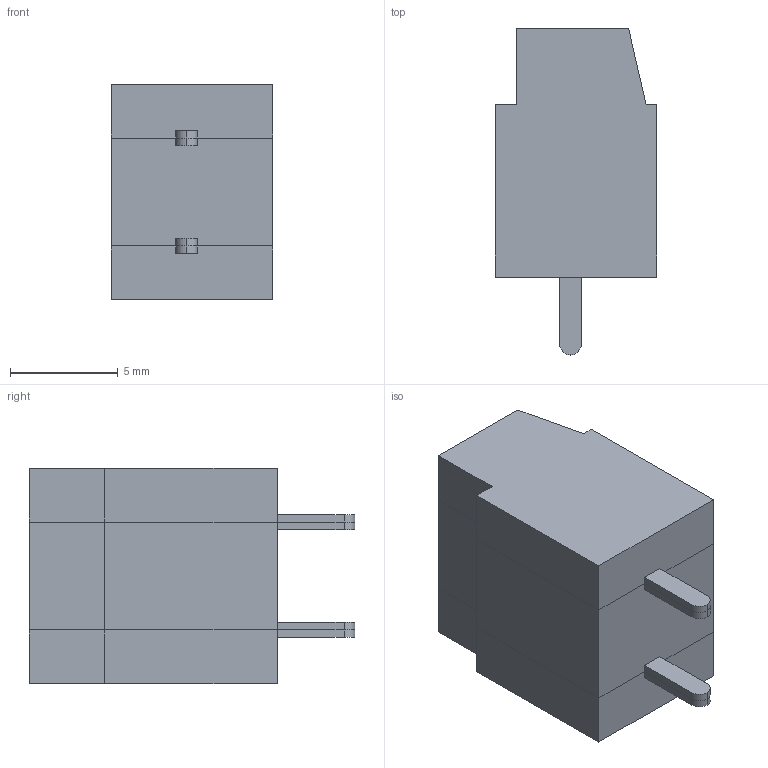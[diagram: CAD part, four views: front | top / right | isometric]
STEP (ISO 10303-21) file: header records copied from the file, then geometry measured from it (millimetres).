
FILE_DESCRIPTION(('STEP AP242'),'1');
FILE_NAME('691137710002.stp','2019-12-23T08:27:32',('TraceParts'),('TraceParts S.A.'),'Spatial InterOp 3D',' ',' ');
FILE_SCHEMA(('AP242_MANAGED_MODEL_BASED_3D_ENGINEERING_MIM_LF {1 0 10303 442 1 1 4}'));
Length unit declared in the file: millimetre
Products named in the file (1): 691137710002_1
Bounding box: 7.5 x 15.1 x 10 mm (x, y, z)
Volume: 565.6 mm3; surface area: 1449.3 mm2
Topology: 3 solids, 3 shells, 248 faces, 762 edges, 500 vertices
Faces by surface type: plane 182, cylinder 66
Entity records: 10714 total; most frequent: CARTESIAN_POINT 1729, ORIENTED_EDGE 1524, DIRECTION 1408, EDGE_CURVE 762, LINE 610, VECTOR 610, VERTEX_POINT 500, AXIS2_PLACEMENT_3D 399
